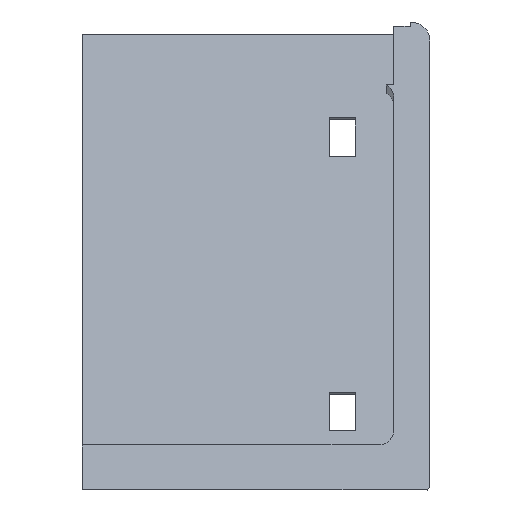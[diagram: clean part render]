
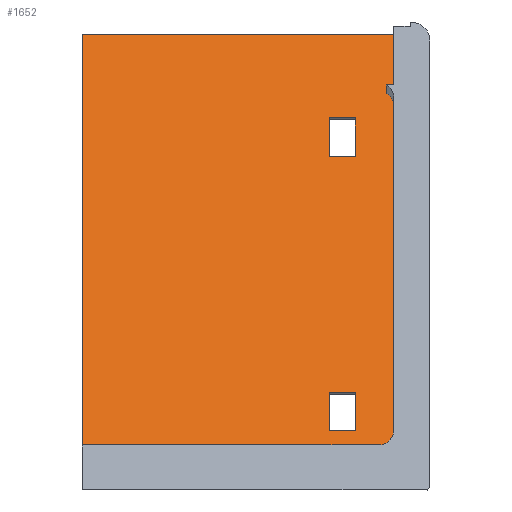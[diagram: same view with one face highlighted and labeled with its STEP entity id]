
A CAD part, left-side view. The second image highlights one B-rep face of the part: STEP entity #1652.
In plain terms, the highlighted planar face has unit normal (-0.94, 0, 0.342).
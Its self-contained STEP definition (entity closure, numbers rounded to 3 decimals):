
#29=FACE_BOUND('',#226,.T.);
#30=FACE_BOUND('',#227,.T.);
#54=PLANE('',#1776);
#135=FACE_OUTER_BOUND('',#225,.T.);
#225=EDGE_LOOP('',(#1333,#1334,#1335,#1336,#1337,#1338,#1339,#1340,#1341,
#1342,#1343,#1344));
#226=EDGE_LOOP('',(#1345,#1346,#1347,#1348));
#227=EDGE_LOOP('',(#1349,#1350,#1351,#1352));
#251=CIRCLE('',#1731,6.5);
#264=CIRCLE('',#1771,6.5);
#400=LINE('',#3600,#532);
#402=LINE('',#3606,#534);
#405=LINE('',#3616,#537);
#409=LINE('',#3624,#541);
#412=LINE('',#3630,#544);
#415=LINE('',#3635,#547);
#417=LINE('',#3640,#549);
#421=LINE('',#3648,#553);
#424=LINE('',#3654,#556);
#427=LINE('',#3659,#559);
#436=LINE('',#3691,#568);
#460=LINE('',#3778,#592);
#462=LINE('',#3783,#594);
#466=LINE('',#3790,#598);
#467=LINE('',#3932,#599);
#468=LINE('',#3934,#600);
#469=LINE('',#3936,#601);
#470=LINE('',#3937,#602);
#532=VECTOR('',#1930,10.);
#534=VECTOR('',#1934,10.);
#537=VECTOR('',#1945,10.);
#541=VECTOR('',#1951,10.);
#544=VECTOR('',#1956,10.);
#547=VECTOR('',#1961,10.);
#549=VECTOR('',#1965,10.);
#553=VECTOR('',#1971,10.);
#556=VECTOR('',#1976,10.);
#559=VECTOR('',#1981,10.);
#568=VECTOR('',#2010,10.);
#592=VECTOR('',#2080,10.);
#594=VECTOR('',#2084,10.);
#598=VECTOR('',#2090,10.);
#599=VECTOR('',#2093,10.);
#600=VECTOR('',#2094,10.);
#601=VECTOR('',#2095,10.);
#602=VECTOR('',#2096,10.);
#710=VERTEX_POINT('',#3594);
#712=VERTEX_POINT('',#3598);
#713=VERTEX_POINT('',#3602);
#715=VERTEX_POINT('',#3605);
#717=VERTEX_POINT('',#3614);
#718=VERTEX_POINT('',#3615);
#721=VERTEX_POINT('',#3623);
#723=VERTEX_POINT('',#3629);
#725=VERTEX_POINT('',#3638);
#726=VERTEX_POINT('',#3639);
#729=VERTEX_POINT('',#3647);
#731=VERTEX_POINT('',#3653);
#743=VERTEX_POINT('',#3687);
#745=VERTEX_POINT('',#3690);
#767=VERTEX_POINT('',#3769);
#769=VERTEX_POINT('',#3776);
#771=VERTEX_POINT('',#3781);
#773=VERTEX_POINT('',#3788);
#774=VERTEX_POINT('',#3933);
#775=VERTEX_POINT('',#3935);
#913=EDGE_CURVE('',#710,#712,#400,.T.);
#915=EDGE_CURVE('',#715,#713,#402,.T.);
#918=EDGE_CURVE('',#712,#715,#251,.T.);
#920=EDGE_CURVE('',#717,#718,#405,.T.);
#924=EDGE_CURVE('',#718,#721,#409,.T.);
#927=EDGE_CURVE('',#721,#723,#412,.T.);
#930=EDGE_CURVE('',#723,#717,#415,.T.);
#932=EDGE_CURVE('',#725,#726,#417,.T.);
#936=EDGE_CURVE('',#726,#729,#421,.T.);
#939=EDGE_CURVE('',#729,#731,#424,.T.);
#942=EDGE_CURVE('',#731,#725,#427,.T.);
#957=EDGE_CURVE('',#743,#745,#436,.T.);
#991=EDGE_CURVE('',#713,#767,#264,.T.);
#995=EDGE_CURVE('',#767,#769,#460,.T.);
#997=EDGE_CURVE('',#771,#769,#462,.T.);
#1001=EDGE_CURVE('',#771,#773,#466,.T.);
#1004=EDGE_CURVE('',#710,#743,#467,.T.);
#1005=EDGE_CURVE('',#774,#773,#468,.T.);
#1006=EDGE_CURVE('',#774,#775,#469,.T.);
#1007=EDGE_CURVE('',#775,#745,#470,.T.);
#1333=ORIENTED_EDGE('',*,*,#1004,.F.);
#1334=ORIENTED_EDGE('',*,*,#913,.T.);
#1335=ORIENTED_EDGE('',*,*,#918,.T.);
#1336=ORIENTED_EDGE('',*,*,#915,.T.);
#1337=ORIENTED_EDGE('',*,*,#991,.T.);
#1338=ORIENTED_EDGE('',*,*,#995,.T.);
#1339=ORIENTED_EDGE('',*,*,#997,.F.);
#1340=ORIENTED_EDGE('',*,*,#1001,.T.);
#1341=ORIENTED_EDGE('',*,*,#1005,.F.);
#1342=ORIENTED_EDGE('',*,*,#1006,.T.);
#1343=ORIENTED_EDGE('',*,*,#1007,.T.);
#1344=ORIENTED_EDGE('',*,*,#957,.F.);
#1345=ORIENTED_EDGE('',*,*,#942,.T.);
#1346=ORIENTED_EDGE('',*,*,#932,.T.);
#1347=ORIENTED_EDGE('',*,*,#936,.T.);
#1348=ORIENTED_EDGE('',*,*,#939,.T.);
#1349=ORIENTED_EDGE('',*,*,#930,.T.);
#1350=ORIENTED_EDGE('',*,*,#920,.T.);
#1351=ORIENTED_EDGE('',*,*,#924,.T.);
#1352=ORIENTED_EDGE('',*,*,#927,.T.);
#1652=ADVANCED_FACE('',(#135,#29,#30),#54,.T.);
#1731=AXIS2_PLACEMENT_3D('',#3611,#1939,#1940);
#1771=AXIS2_PLACEMENT_3D('',#3771,#2072,#2073);
#1776=AXIS2_PLACEMENT_3D('',#3931,#2091,#2092);
#1930=DIRECTION('',(0.,-1.,0.));
#1934=DIRECTION('',(0.342,0.,0.94));
#1939=DIRECTION('center_axis',(-0.94,0.,0.342));
#1940=DIRECTION('ref_axis',(-0.242,-0.707,-0.664));
#1945=DIRECTION('',(0.342,0.,0.94));
#1951=DIRECTION('',(0.,-1.,0.));
#1956=DIRECTION('',(-0.342,0.,-0.94));
#1961=DIRECTION('',(0.,1.,0.));
#1965=DIRECTION('',(0.,1.,0.));
#1971=DIRECTION('',(0.342,0.,0.94));
#1976=DIRECTION('',(0.,-1.,0.));
#1981=DIRECTION('',(-0.342,0.,-0.94));
#2010=DIRECTION('',(0.,-1.,0.));
#2072=DIRECTION('center_axis',(-0.94,0.,0.342));
#2073=DIRECTION('ref_axis',(0.242,-0.707,0.664));
#2080=DIRECTION('',(0.,-1.,0.));
#2084=DIRECTION('',(-0.342,0.,-0.94));
#2090=DIRECTION('',(0.,-1.,0.));
#2091=DIRECTION('center_axis',(-0.94,0.,0.342));
#2092=DIRECTION('ref_axis',(0.342,0.,0.94));
#2093=DIRECTION('',(0.342,0.,0.94));
#2094=DIRECTION('',(-0.342,0.,-0.94));
#2095=DIRECTION('',(0.,-1.,0.));
#2096=DIRECTION('',(0.342,0.,0.94));
#3594=CARTESIAN_POINT('',(-138.368,0.,141.374));
#3598=CARTESIAN_POINT('',(-138.368,-123.5,141.374));
#3600=CARTESIAN_POINT('',(-138.368,-67.5,141.374));
#3602=CARTESIAN_POINT('',(-85.526,-130.,286.556));
#3605=CARTESIAN_POINT('',(-136.145,-130.,147.482));
#3606=CARTESIAN_POINT('',(-97.326,-130.,254.137));
#3611=CARTESIAN_POINT('Origin',(-136.145,-123.5,147.482));
#3614=CARTESIAN_POINT('',(-93.227,-103.,265.398));
#3615=CARTESIAN_POINT('',(-87.413,-103.,281.373));
#3616=CARTESIAN_POINT('',(-102.117,-103.,240.973));
#3623=CARTESIAN_POINT('',(-87.413,-114.,281.373));
#3624=CARTESIAN_POINT('',(-87.413,-54.,281.373));
#3629=CARTESIAN_POINT('',(-93.227,-114.,265.398));
#3630=CARTESIAN_POINT('',(-99.209,-114.,248.961));
#3635=CARTESIAN_POINT('',(-93.227,-59.5,265.398));
#3638=CARTESIAN_POINT('',(-134.948,-114.,150.771));
#3639=CARTESIAN_POINT('',(-134.948,-103.,150.771));
#3640=CARTESIAN_POINT('',(-134.948,-59.5,150.771));
#3647=CARTESIAN_POINT('',(-129.133,-103.,166.745));
#3648=CARTESIAN_POINT('',(-122.977,-103.,183.66));
#3653=CARTESIAN_POINT('',(-129.133,-114.,166.745));
#3654=CARTESIAN_POINT('',(-129.133,-54.,166.745));
#3659=CARTESIAN_POINT('',(-120.07,-114.,191.647));
#3687=CARTESIAN_POINT('',(-74.667,0.,316.391));
#3690=CARTESIAN_POINT('',(-74.667,-137.041,316.391));
#3691=CARTESIAN_POINT('',(-74.667,130.98,316.391));
#3769=CARTESIAN_POINT('',(-83.648,-126.978,291.716));
#3771=CARTESIAN_POINT('Origin',(-85.526,-123.5,286.556));
#3776=CARTESIAN_POINT('',(-83.648,-129.92,291.716));
#3778=CARTESIAN_POINT('',(-83.648,-129.92,291.716));
#3781=CARTESIAN_POINT('',(-74.755,-129.92,316.148));
#3783=CARTESIAN_POINT('',(-74.071,-129.92,318.028));
#3788=CARTESIAN_POINT('',(-74.755,-136.92,316.148));
#3790=CARTESIAN_POINT('',(-74.755,-136.92,316.148));
#3931=CARTESIAN_POINT('Origin',(-111.006,-5.,216.549));
#3932=CARTESIAN_POINT('',(-109.965,0.,219.409));
#3933=CARTESIAN_POINT('',(-74.678,-136.92,316.361));
#3934=CARTESIAN_POINT('',(-74.071,-136.92,318.028));
#3935=CARTESIAN_POINT('',(-74.678,-137.041,316.361));
#3936=CARTESIAN_POINT('',(-74.678,126.959,316.361));
#3937=CARTESIAN_POINT('',(-74.071,-137.041,318.028));
